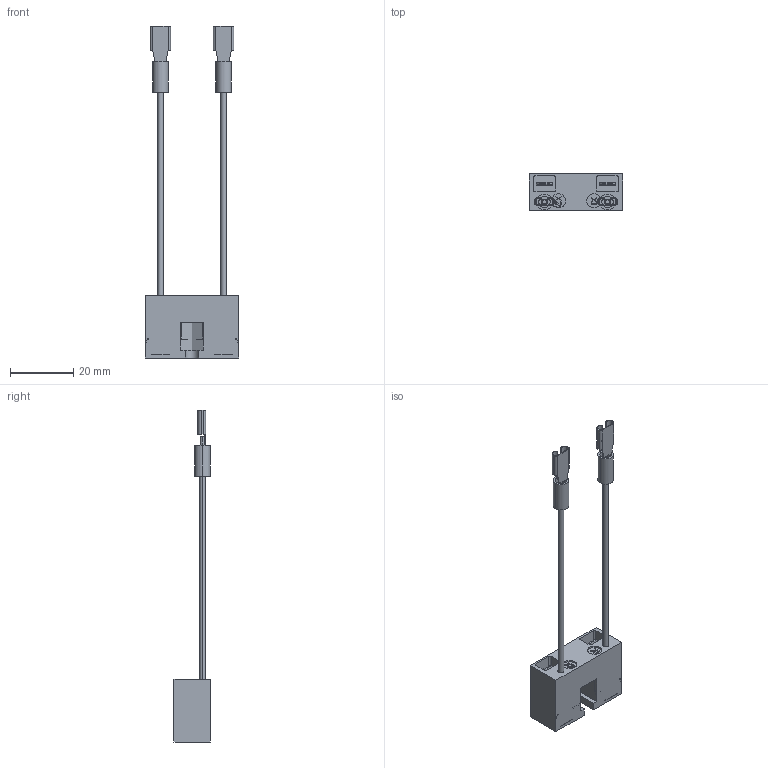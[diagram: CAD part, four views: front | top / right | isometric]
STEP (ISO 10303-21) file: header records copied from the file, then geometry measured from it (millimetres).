
FILE_DESCRIPTION((''),'2;1');
FILE_NAME('00551011008','2020-08-06T',('presta_be4'),(''),'CREO PARAMETRIC BY PTC INC, 2018360','CREO PARAMETRIC BY PTC INC, 2018360','');
FILE_SCHEMA(('CONFIG_CONTROL_DESIGN'));
Length unit declared in the file: millimetre
Products named in the file (1): 00551011008
Bounding box: 29.5 x 11.6 x 105.1 mm (x, y, z)
Volume: 4425.5 mm3; surface area: 8021.9 mm2
Topology: 3 solids, 3 shells, 974 faces, 2677 edges, 1760 vertices
Faces by surface type: plane 843, cylinder 109, cone 16, torus 4, sphere 2
Entity records: 30604 total; most frequent: CARTESIAN_POINT 5458, ORIENTED_EDGE 5354, DIRECTION 4910, EDGE_CURVE 2677, VECTOR 2370, LINE 2370, VERTEX_POINT 1760, AXIS2_PLACEMENT_3D 1270
